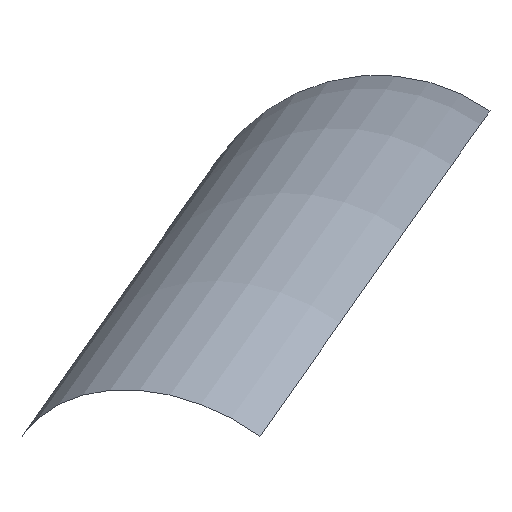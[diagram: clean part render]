
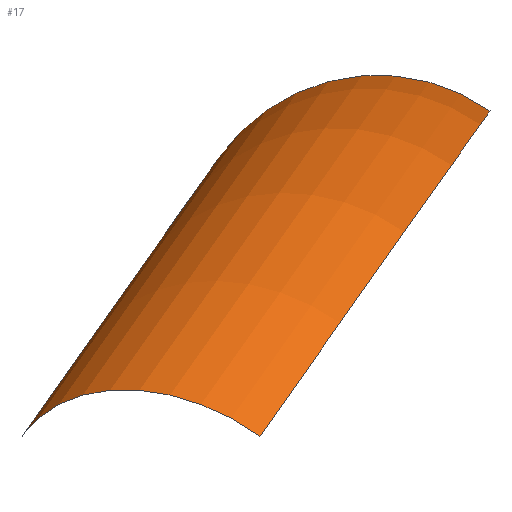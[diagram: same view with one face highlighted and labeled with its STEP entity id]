
A CAD part, left-side view. The second image highlights one B-rep face of the part: STEP entity #17.
In plain terms, the highlighted toroidal (fillet/blend) face has major radius 18 mm and minor radius 3 mm.
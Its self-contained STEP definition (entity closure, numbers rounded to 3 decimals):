
#17 = ADVANCED_FACE('',(#18),#33,.T.);
#18 = FACE_BOUND('',#19,.T.);
#19 = EDGE_LOOP('',(#20,#66,#105,#144));
#20 = ORIENTED_EDGE('',*,*,#21,.F.);
#21 = EDGE_CURVE('',#22,#24,#26,.T.);
#22 = VERTEX_POINT('',#23);
#23 = CARTESIAN_POINT('',(-14.849,-1.837,
    0.));
#24 = VERTEX_POINT('',#25);
#25 = CARTESIAN_POINT('',(-12.728,1.837,
    0.));
#26 = SURFACE_CURVE('',#27,(#32),.PCURVE_S1.);
#27 = CIRCLE('',#28,3.);
#28 = AXIS2_PLACEMENT_3D('',#29,#30,#31);
#29 = CARTESIAN_POINT('',(-12.728,-0.612,
    -1.732));
#30 = DIRECTION('',(-0.707,0.408,-0.577));
#31 = DIRECTION('',(-0.707,-0.408,0.577));
#32 = PCURVE('',#33,#38);
#33 = TOROIDAL_SURFACE('',#34,18.,3.);
#34 = AXIS2_PLACEMENT_3D('',#35,#36,#37);
#35 = CARTESIAN_POINT('',(0.,6.736,
    -12.124));
#36 = DIRECTION('',(0.,0.816,0.577));
#37 = DIRECTION('',(0.72,-0.4,0.566));
#38 = DEFINITIONAL_REPRESENTATION('',(#39),#65);
#39 = B_SPLINE_CURVE_WITH_KNOTS('',3,(#40,#41,#42,#43,#44,#45,#46,#47,
    #48,#49,#50,#51,#52,#53,#54,#55,#56,#57,#58,#59,#60,#61,#62,#63,#64)
  ,.UNSPECIFIED.,.F.,.F.,(4,1,1,1,1,1,1,1,1,1,1,1,1,1,1,1,1,1,1,1,1,1,4)
  ,(0.,0.071,0.143,0.214,0.286,
    0.357,0.428,0.5,0.571,
    0.643,0.714,0.785,0.857,
    0.928,1.,1.071,1.142,
    1.214,1.285,1.357,1.428,
    1.499,1.571),.QUASI_UNIFORM_KNOTS.);
#40 = CARTESIAN_POINT('',(4.694,0.));
#41 = CARTESIAN_POINT('',(4.694,0.024));
#42 = CARTESIAN_POINT('',(4.694,0.071));
#43 = CARTESIAN_POINT('',(4.694,0.143));
#44 = CARTESIAN_POINT('',(4.694,0.214));
#45 = CARTESIAN_POINT('',(4.694,0.286));
#46 = CARTESIAN_POINT('',(4.694,0.357));
#47 = CARTESIAN_POINT('',(4.694,0.428));
#48 = CARTESIAN_POINT('',(4.694,0.5));
#49 = CARTESIAN_POINT('',(4.694,0.571));
#50 = CARTESIAN_POINT('',(4.694,0.643));
#51 = CARTESIAN_POINT('',(4.694,0.714));
#52 = CARTESIAN_POINT('',(4.694,0.785));
#53 = CARTESIAN_POINT('',(4.694,0.857));
#54 = CARTESIAN_POINT('',(4.694,0.928));
#55 = CARTESIAN_POINT('',(4.694,1.));
#56 = CARTESIAN_POINT('',(4.694,1.071));
#57 = CARTESIAN_POINT('',(4.694,1.142));
#58 = CARTESIAN_POINT('',(4.694,1.214));
#59 = CARTESIAN_POINT('',(4.694,1.285));
#60 = CARTESIAN_POINT('',(4.694,1.357));
#61 = CARTESIAN_POINT('',(4.694,1.428));
#62 = CARTESIAN_POINT('',(4.694,1.499));
#63 = CARTESIAN_POINT('',(4.694,1.547));
#64 = CARTESIAN_POINT('',(4.694,1.571));
#65 = ( GEOMETRIC_REPRESENTATION_CONTEXT(2) 
PARAMETRIC_REPRESENTATION_CONTEXT() REPRESENTATION_CONTEXT('2D SPACE',''
  ) );
#66 = ORIENTED_EDGE('',*,*,#67,.F.);
#67 = EDGE_CURVE('',#68,#22,#70,.T.);
#68 = VERTEX_POINT('',#69);
#69 = CARTESIAN_POINT('',(14.849,-1.837,
    0.));
#70 = SURFACE_CURVE('',#71,(#76),.PCURVE_S1.);
#71 = CIRCLE('',#72,21.);
#72 = AXIS2_PLACEMENT_3D('',#73,#74,#75);
#73 = CARTESIAN_POINT('',(0.,6.736,
    -12.124));
#74 = DIRECTION('',(0.,-0.816,-0.577)
  );
#75 = DIRECTION('',(0.707,-0.408,0.577));
#76 = PCURVE('',#33,#77);
#77 = DEFINITIONAL_REPRESENTATION('',(#78),#104);
#78 = B_SPLINE_CURVE_WITH_KNOTS('',3,(#79,#80,#81,#82,#83,#84,#85,#86,
    #87,#88,#89,#90,#91,#92,#93,#94,#95,#96,#97,#98,#99,#100,#101,#102,
    #103),.UNSPECIFIED.,.F.,.F.,(4,1,1,1,1,1,1,1,1,1,1,1,1,1,1,1,1,1,1,1
    ,1,1,4),(0.,0.071,0.143,0.214,
    0.286,0.357,0.428,0.5,
    0.571,0.643,0.714,0.785,
    0.857,0.928,1.,1.071,
    1.142,1.214,1.285,1.357,
    1.428,1.499,1.571),
  .QUASI_UNIFORM_KNOTS.);
#79 = CARTESIAN_POINT('',(6.264,0.));
#80 = CARTESIAN_POINT('',(6.241,0.));
#81 = CARTESIAN_POINT('',(6.193,0.));
#82 = CARTESIAN_POINT('',(6.122,0.));
#83 = CARTESIAN_POINT('',(6.05,0.));
#84 = CARTESIAN_POINT('',(5.979,0.));
#85 = CARTESIAN_POINT('',(5.907,0.));
#86 = CARTESIAN_POINT('',(5.836,0.));
#87 = CARTESIAN_POINT('',(5.765,0.));
#88 = CARTESIAN_POINT('',(5.693,0.));
#89 = CARTESIAN_POINT('',(5.622,0.));
#90 = CARTESIAN_POINT('',(5.55,0.));
#91 = CARTESIAN_POINT('',(5.479,0.));
#92 = CARTESIAN_POINT('',(5.408,0.));
#93 = CARTESIAN_POINT('',(5.336,0.));
#94 = CARTESIAN_POINT('',(5.265,0.));
#95 = CARTESIAN_POINT('',(5.193,0.));
#96 = CARTESIAN_POINT('',(5.122,0.));
#97 = CARTESIAN_POINT('',(5.051,0.));
#98 = CARTESIAN_POINT('',(4.979,0.));
#99 = CARTESIAN_POINT('',(4.908,0.));
#100 = CARTESIAN_POINT('',(4.836,0.));
#101 = CARTESIAN_POINT('',(4.765,0.));
#102 = CARTESIAN_POINT('',(4.717,0.));
#103 = CARTESIAN_POINT('',(4.694,0.));
#104 = ( GEOMETRIC_REPRESENTATION_CONTEXT(2) 
PARAMETRIC_REPRESENTATION_CONTEXT() REPRESENTATION_CONTEXT('2D SPACE',''
  ) );
#105 = ORIENTED_EDGE('',*,*,#106,.F.);
#106 = EDGE_CURVE('',#107,#68,#109,.T.);
#107 = VERTEX_POINT('',#108);
#108 = CARTESIAN_POINT('',(12.728,1.837,
    0.));
#109 = SURFACE_CURVE('',#110,(#115),.PCURVE_S1.);
#110 = CIRCLE('',#111,3.);
#111 = AXIS2_PLACEMENT_3D('',#112,#113,#114);
#112 = CARTESIAN_POINT('',(12.728,-0.612,
    -1.732));
#113 = DIRECTION('',(0.707,0.408,-0.577));
#114 = DIRECTION('',(0.,0.816,0.577));
#115 = PCURVE('',#33,#116);
#116 = DEFINITIONAL_REPRESENTATION('',(#117),#143);
#117 = B_SPLINE_CURVE_WITH_KNOTS('',3,(#118,#119,#120,#121,#122,#123,
    #124,#125,#126,#127,#128,#129,#130,#131,#132,#133,#134,#135,#136,
    #137,#138,#139,#140,#141,#142),.UNSPECIFIED.,.F.,.F.,(4,1,1,1,1,1,1,
    1,1,1,1,1,1,1,1,1,1,1,1,1,1,1,4),(0.,0.071,
    0.143,0.214,0.286,0.357,
    0.428,0.5,0.571,0.643,
    0.714,0.785,0.857,0.928,
    1.,1.071,1.142,1.214,
    1.285,1.357,1.428,1.499,
    1.571),.QUASI_UNIFORM_KNOTS.);
#118 = CARTESIAN_POINT('',(6.264,1.571));
#119 = CARTESIAN_POINT('',(6.264,1.547));
#120 = CARTESIAN_POINT('',(6.264,1.499));
#121 = CARTESIAN_POINT('',(6.264,1.428));
#122 = CARTESIAN_POINT('',(6.264,1.357));
#123 = CARTESIAN_POINT('',(6.264,1.285));
#124 = CARTESIAN_POINT('',(6.264,1.214));
#125 = CARTESIAN_POINT('',(6.264,1.142));
#126 = CARTESIAN_POINT('',(6.264,1.071));
#127 = CARTESIAN_POINT('',(6.264,1.));
#128 = CARTESIAN_POINT('',(6.264,0.928));
#129 = CARTESIAN_POINT('',(6.264,0.857));
#130 = CARTESIAN_POINT('',(6.264,0.785));
#131 = CARTESIAN_POINT('',(6.264,0.714));
#132 = CARTESIAN_POINT('',(6.264,0.643));
#133 = CARTESIAN_POINT('',(6.264,0.571));
#134 = CARTESIAN_POINT('',(6.264,0.5));
#135 = CARTESIAN_POINT('',(6.264,0.428));
#136 = CARTESIAN_POINT('',(6.264,0.357));
#137 = CARTESIAN_POINT('',(6.264,0.286));
#138 = CARTESIAN_POINT('',(6.264,0.214));
#139 = CARTESIAN_POINT('',(6.264,0.143));
#140 = CARTESIAN_POINT('',(6.264,0.071));
#141 = CARTESIAN_POINT('',(6.264,0.024));
#142 = CARTESIAN_POINT('',(6.264,0.));
#143 = ( GEOMETRIC_REPRESENTATION_CONTEXT(2) 
PARAMETRIC_REPRESENTATION_CONTEXT() REPRESENTATION_CONTEXT('2D SPACE',''
  ) );
#144 = ORIENTED_EDGE('',*,*,#145,.F.);
#145 = EDGE_CURVE('',#24,#107,#146,.T.);
#146 = SURFACE_CURVE('',#147,(#152),.PCURVE_S1.);
#147 = CIRCLE('',#148,18.);
#148 = AXIS2_PLACEMENT_3D('',#149,#150,#151);
#149 = CARTESIAN_POINT('',(0.,9.186,
    -10.392));
#150 = DIRECTION('',(0.,0.816,0.577));
#151 = DIRECTION('',(-0.707,-0.408,0.577));
#152 = PCURVE('',#33,#153);
#153 = DEFINITIONAL_REPRESENTATION('',(#154),#180);
#154 = B_SPLINE_CURVE_WITH_KNOTS('',3,(#155,#156,#157,#158,#159,#160,
    #161,#162,#163,#164,#165,#166,#167,#168,#169,#170,#171,#172,#173,
    #174,#175,#176,#177,#178,#179),.UNSPECIFIED.,.F.,.F.,(4,1,1,1,1,1,1,
    1,1,1,1,1,1,1,1,1,1,1,1,1,1,1,4),(0.,0.071,
    0.143,0.214,0.286,0.357,
    0.428,0.5,0.571,0.643,
    0.714,0.785,0.857,0.928,
    1.,1.071,1.142,1.214,
    1.285,1.357,1.428,1.499,
    1.571),.QUASI_UNIFORM_KNOTS.);
#155 = CARTESIAN_POINT('',(4.694,1.571));
#156 = CARTESIAN_POINT('',(4.717,1.571));
#157 = CARTESIAN_POINT('',(4.765,1.571));
#158 = CARTESIAN_POINT('',(4.836,1.571));
#159 = CARTESIAN_POINT('',(4.908,1.571));
#160 = CARTESIAN_POINT('',(4.979,1.571));
#161 = CARTESIAN_POINT('',(5.051,1.571));
#162 = CARTESIAN_POINT('',(5.122,1.571));
#163 = CARTESIAN_POINT('',(5.193,1.571));
#164 = CARTESIAN_POINT('',(5.265,1.571));
#165 = CARTESIAN_POINT('',(5.336,1.571));
#166 = CARTESIAN_POINT('',(5.408,1.571));
#167 = CARTESIAN_POINT('',(5.479,1.571));
#168 = CARTESIAN_POINT('',(5.55,1.571));
#169 = CARTESIAN_POINT('',(5.622,1.571));
#170 = CARTESIAN_POINT('',(5.693,1.571));
#171 = CARTESIAN_POINT('',(5.765,1.571));
#172 = CARTESIAN_POINT('',(5.836,1.571));
#173 = CARTESIAN_POINT('',(5.907,1.571));
#174 = CARTESIAN_POINT('',(5.979,1.571));
#175 = CARTESIAN_POINT('',(6.05,1.571));
#176 = CARTESIAN_POINT('',(6.122,1.571));
#177 = CARTESIAN_POINT('',(6.193,1.571));
#178 = CARTESIAN_POINT('',(6.241,1.571));
#179 = CARTESIAN_POINT('',(6.264,1.571));
#180 = ( GEOMETRIC_REPRESENTATION_CONTEXT(2) 
PARAMETRIC_REPRESENTATION_CONTEXT() REPRESENTATION_CONTEXT('2D SPACE',''
  ) );
